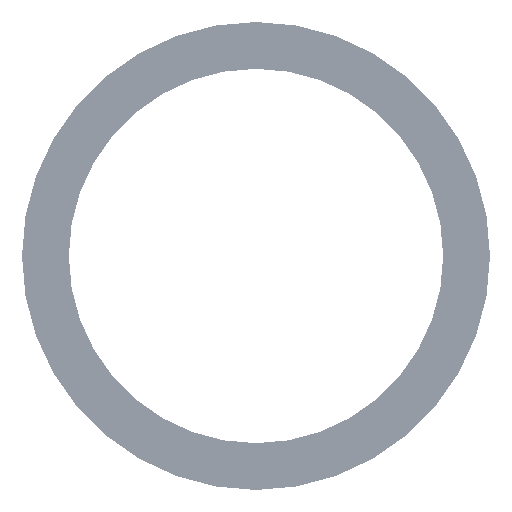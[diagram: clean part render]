
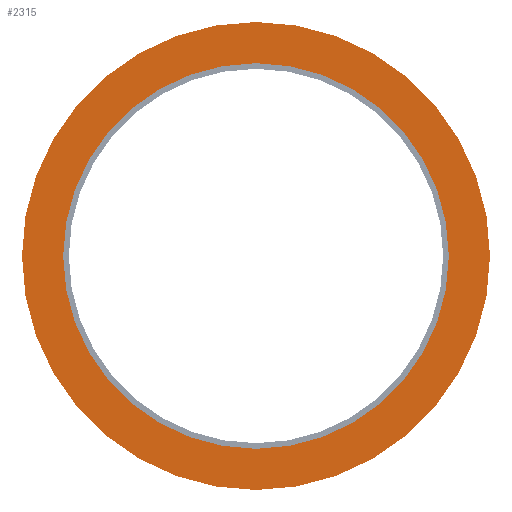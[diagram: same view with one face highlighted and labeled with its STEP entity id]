
A CAD part, left-side view. The second image highlights one B-rep face of the part: STEP entity #2315.
In plain terms, the highlighted planar face has unit normal (-1, 0, 0).
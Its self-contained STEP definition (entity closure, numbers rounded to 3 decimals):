
#2315 = ADVANCED_FACE ( 'NONE', ( #82618, #60430 ), #30910, .F. ) ;
#4115 = CIRCLE ( 'NONE', #5728, 20.6 ) ;
#5728 = AXIS2_PLACEMENT_3D ( 'NONE', #51760, #6871, #59324 ) ;
#6871 = DIRECTION ( 'NONE',  ( -1., 0., 0. ) ) ;
#7069 = DIRECTION ( 'NONE',  ( 0., 0., -1. ) ) ;
#7076 = CARTESIAN_POINT ( 'NONE',  ( 1.15, 0., 25. ) ) ;
#8330 = VERTEX_POINT ( 'NONE', #28586 ) ;
#8450 = DIRECTION ( 'NONE',  ( 1., 0., 0. ) ) ;
#9247 = CARTESIAN_POINT ( 'NONE',  ( 1.15, 0., 20.6 ) ) ;
#10076 = CARTESIAN_POINT ( 'NONE',  ( 1.15, 20.6, 0. ) ) ;
#18778 = EDGE_CURVE ( 'NONE', #29163, #21957, #4115, .T. ) ;
#21957 = VERTEX_POINT ( 'NONE', #9247 ) ;
#24238 = ORIENTED_EDGE ( 'NONE', *, *, #80997, .T. ) ;
#28381 = DIRECTION ( 'NONE',  ( -1., 0., 0. ) ) ;
#28586 = CARTESIAN_POINT ( 'NONE',  ( 1.15, 0., -25. ) ) ;
#28704 = AXIS2_PLACEMENT_3D ( 'NONE', #41645, #93967, #49201 ) ;
#29163 = VERTEX_POINT ( 'NONE', #75178 ) ;
#30267 = AXIS2_PLACEMENT_3D ( 'NONE', #73254, #28381, #80736 ) ;
#30910 = PLANE ( 'NONE',  #80727 ) ;
#32344 = CIRCLE ( 'NONE', #30267, 20.6 ) ;
#33345 = ORIENTED_EDGE ( 'NONE', *, *, #74817, .T. ) ;
#38990 = CARTESIAN_POINT ( 'NONE',  ( 1.15, 0., 0. ) ) ;
#41645 = CARTESIAN_POINT ( 'NONE',  ( 1.15, 0., 0. ) ) ;
#46564 = DIRECTION ( 'NONE',  ( 0., 0., 1. ) ) ;
#49201 = DIRECTION ( 'NONE',  ( 0., 0., 1. ) ) ;
#51760 = CARTESIAN_POINT ( 'NONE',  ( 1.15, 0., 0. ) ) ;
#52354 = EDGE_LOOP ( 'NONE', ( #24238, #33345 ) ) ;
#53343 = CIRCLE ( 'NONE', #80008, 25. ) ;
#59324 = DIRECTION ( 'NONE',  ( 0., 0., 1. ) ) ;
#60430 = FACE_OUTER_BOUND ( 'NONE', #52354, .T. ) ;
#65140 = EDGE_CURVE ( 'NONE', #21957, #29163, #32344, .T. ) ;
#73254 = CARTESIAN_POINT ( 'NONE',  ( 1.15, 0., 0. ) ) ;
#74001 = ORIENTED_EDGE ( 'NONE', *, *, #65140, .F. ) ;
#74817 = EDGE_CURVE ( 'NONE', #8330, #81782, #80827, .T. ) ;
#75178 = CARTESIAN_POINT ( 'NONE',  ( 1.15, 0., -20.6 ) ) ;
#79476 = EDGE_LOOP ( 'NONE', ( #74001, #83381 ) ) ;
#80008 = AXIS2_PLACEMENT_3D ( 'NONE', #38990, #91378, #46564 ) ;
#80727 = AXIS2_PLACEMENT_3D ( 'NONE', #10076, #8450, #7069 ) ;
#80736 = DIRECTION ( 'NONE',  ( 0., 0., 1. ) ) ;
#80827 = CIRCLE ( 'NONE', #28704, 25. ) ;
#80997 = EDGE_CURVE ( 'NONE', #81782, #8330, #53343, .T. ) ;
#81782 = VERTEX_POINT ( 'NONE', #7076 ) ;
#82618 = FACE_BOUND ( 'NONE', #79476, .T. ) ;
#83381 = ORIENTED_EDGE ( 'NONE', *, *, #18778, .F. ) ;
#91378 = DIRECTION ( 'NONE',  ( -1., 0., 0. ) ) ;
#93967 = DIRECTION ( 'NONE',  ( -1., 0., 0. ) ) ;
